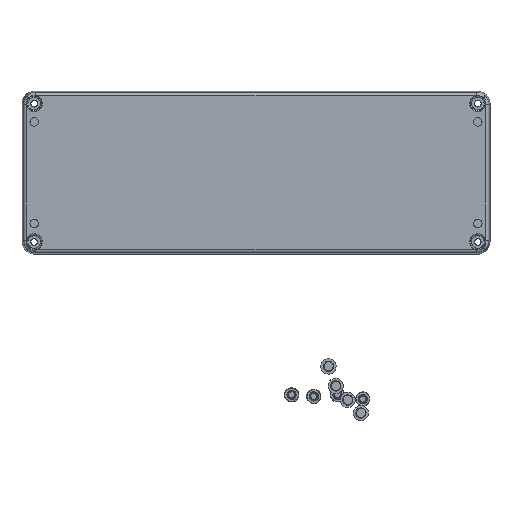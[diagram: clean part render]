
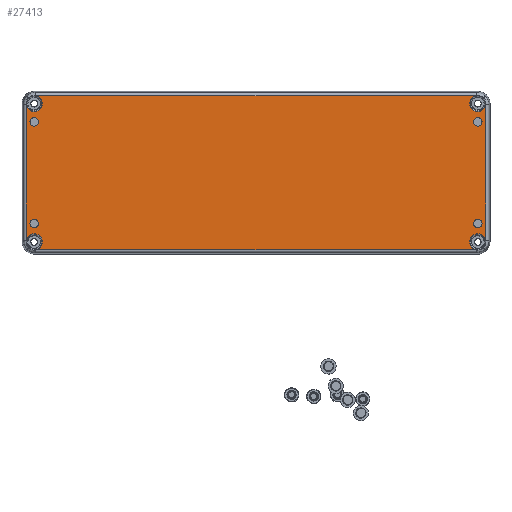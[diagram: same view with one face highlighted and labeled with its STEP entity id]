
A CAD part, front view. The second image highlights one B-rep face of the part: STEP entity #27413.
In plain terms, the highlighted planar face has unit normal (0, -1, 0).
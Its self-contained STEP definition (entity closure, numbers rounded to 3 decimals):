
#21255 = VERTEX_POINT('',#21256);
#21256 = CARTESIAN_POINT('',(-112.914,-71.5,-33.173));
#21263 = EDGE_CURVE('',#21264,#21255,#21266,.T.);
#21264 = VERTEX_POINT('',#21265);
#21265 = CARTESIAN_POINT('',(-109.,-71.5,-30.));
#21266 = CIRCLE('',#21267,4.);
#21267 = AXIS2_PLACEMENT_3D('',#21268,#21269,#21270);
#21268 = CARTESIAN_POINT('',(-109.,-71.5,-34.));
#21269 = DIRECTION('',(0.,-1.,0.));
#21270 = DIRECTION('',(0.,0.,-1.));
#21298 = VERTEX_POINT('',#21299);
#21299 = CARTESIAN_POINT('',(-109.,-71.5,30.));
#21305 = EDGE_CURVE('',#21306,#21298,#21308,.T.);
#21306 = VERTEX_POINT('',#21307);
#21307 = CARTESIAN_POINT('',(-112.914,-71.5,33.173));
#21308 = CIRCLE('',#21309,4.);
#21309 = AXIS2_PLACEMENT_3D('',#21310,#21311,#21312);
#21310 = CARTESIAN_POINT('',(-109.,-71.5,34.));
#21311 = DIRECTION('',(0.,-1.,0.));
#21312 = DIRECTION('',(0.,0.,-1.));
#21399 = VERTEX_POINT('',#21400);
#21400 = CARTESIAN_POINT('',(108.173,-71.5,-37.914));
#21407 = EDGE_CURVE('',#21408,#21399,#21410,.T.);
#21408 = VERTEX_POINT('',#21409);
#21409 = CARTESIAN_POINT('',(109.,-71.5,-30.));
#21410 = CIRCLE('',#21411,4.);
#21411 = AXIS2_PLACEMENT_3D('',#21412,#21413,#21414);
#21412 = CARTESIAN_POINT('',(109.,-71.5,-34.));
#21413 = DIRECTION('',(0.,-1.,0.));
#21414 = DIRECTION('',(0.,0.,-1.));
#21442 = VERTEX_POINT('',#21443);
#21443 = CARTESIAN_POINT('',(109.,-71.5,30.));
#21449 = EDGE_CURVE('',#21450,#21442,#21452,.T.);
#21450 = VERTEX_POINT('',#21451);
#21451 = CARTESIAN_POINT('',(108.173,-71.5,37.914));
#21452 = CIRCLE('',#21453,4.);
#21453 = AXIS2_PLACEMENT_3D('',#21454,#21455,#21456);
#21454 = CARTESIAN_POINT('',(109.,-71.5,34.));
#21455 = DIRECTION('',(0.,-1.,0.));
#21456 = DIRECTION('',(0.,0.,-1.));
#22128 = VERTEX_POINT('',#22129);
#22129 = CARTESIAN_POINT('',(-109.,-71.5,27.1));
#22147 = VERTEX_POINT('',#22148);
#22148 = CARTESIAN_POINT('',(-109.,-71.5,22.9));
#22154 = EDGE_CURVE('',#22147,#22128,#22155,.T.);
#22155 = CIRCLE('',#22156,2.1);
#22156 = AXIS2_PLACEMENT_3D('',#22157,#22158,#22159);
#22157 = CARTESIAN_POINT('',(-109.,-71.5,25.));
#22158 = DIRECTION('',(0.,1.,0.));
#22159 = DIRECTION('',(0.,-0.,1.));
#22170 = VERTEX_POINT('',#22171);
#22171 = CARTESIAN_POINT('',(109.,-71.5,27.1));
#22189 = VERTEX_POINT('',#22190);
#22190 = CARTESIAN_POINT('',(109.,-71.5,22.9));
#22196 = EDGE_CURVE('',#22189,#22170,#22197,.T.);
#22197 = CIRCLE('',#22198,2.1);
#22198 = AXIS2_PLACEMENT_3D('',#22199,#22200,#22201);
#22199 = CARTESIAN_POINT('',(109.,-71.5,25.));
#22200 = DIRECTION('',(0.,1.,0.));
#22201 = DIRECTION('',(0.,-0.,1.));
#22212 = VERTEX_POINT('',#22213);
#22213 = CARTESIAN_POINT('',(109.,-71.5,-22.9));
#22231 = VERTEX_POINT('',#22232);
#22232 = CARTESIAN_POINT('',(109.,-71.5,-27.1));
#22238 = EDGE_CURVE('',#22231,#22212,#22239,.T.);
#22239 = CIRCLE('',#22240,2.1);
#22240 = AXIS2_PLACEMENT_3D('',#22241,#22242,#22243);
#22241 = CARTESIAN_POINT('',(109.,-71.5,-25.));
#22242 = DIRECTION('',(0.,1.,0.));
#22243 = DIRECTION('',(0.,-0.,1.));
#22254 = VERTEX_POINT('',#22255);
#22255 = CARTESIAN_POINT('',(-109.,-71.5,-22.9));
#22273 = VERTEX_POINT('',#22274);
#22274 = CARTESIAN_POINT('',(-109.,-71.5,-27.1));
#22280 = EDGE_CURVE('',#22273,#22254,#22281,.T.);
#22281 = CIRCLE('',#22282,2.1);
#22282 = AXIS2_PLACEMENT_3D('',#22283,#22284,#22285);
#22283 = CARTESIAN_POINT('',(-109.,-71.5,-25.));
#22284 = DIRECTION('',(0.,1.,0.));
#22285 = DIRECTION('',(0.,-0.,1.));
#27413 = ADVANCED_FACE('',(#27414,#27480,#27490,#27500,#27510),#27520,
  .T.);
#27414 = FACE_BOUND('',#27415,.T.);
#27415 = EDGE_LOOP('',(#27416,#27425,#27431,#27432,#27441,#27449,#27456,
    #27457,#27465,#27472,#27473,#27479));
#27416 = ORIENTED_EDGE('',*,*,#27417,.F.);
#27417 = EDGE_CURVE('',#27418,#21264,#27420,.T.);
#27418 = VERTEX_POINT('',#27419);
#27419 = CARTESIAN_POINT('',(-108.173,-71.5,-37.914));
#27420 = CIRCLE('',#27421,4.);
#27421 = AXIS2_PLACEMENT_3D('',#27422,#27423,#27424);
#27422 = CARTESIAN_POINT('',(-109.,-71.5,-34.));
#27423 = DIRECTION('',(0.,-1.,0.));
#27424 = DIRECTION('',(0.,0.,-1.));
#27425 = ORIENTED_EDGE('',*,*,#27426,.T.);
#27426 = EDGE_CURVE('',#27418,#21399,#27427,.T.);
#27427 = LINE('',#27428,#27429);
#27428 = CARTESIAN_POINT('',(115.,-71.5,-37.914));
#27429 = VECTOR('',#27430,1.);
#27430 = DIRECTION('',(1.,-0.,-0.));
#27431 = ORIENTED_EDGE('',*,*,#21407,.F.);
#27432 = ORIENTED_EDGE('',*,*,#27433,.F.);
#27433 = EDGE_CURVE('',#27434,#21408,#27436,.T.);
#27434 = VERTEX_POINT('',#27435);
#27435 = CARTESIAN_POINT('',(112.914,-71.5,-33.173));
#27436 = CIRCLE('',#27437,4.);
#27437 = AXIS2_PLACEMENT_3D('',#27438,#27439,#27440);
#27438 = CARTESIAN_POINT('',(109.,-71.5,-34.));
#27439 = DIRECTION('',(0.,-1.,0.));
#27440 = DIRECTION('',(0.,0.,-1.));
#27441 = ORIENTED_EDGE('',*,*,#27442,.T.);
#27442 = EDGE_CURVE('',#27434,#27443,#27445,.T.);
#27443 = VERTEX_POINT('',#27444);
#27444 = CARTESIAN_POINT('',(112.914,-71.5,33.173));
#27445 = LINE('',#27446,#27447);
#27446 = CARTESIAN_POINT('',(112.914,-71.5,-40.));
#27447 = VECTOR('',#27448,1.);
#27448 = DIRECTION('',(-0.,-0.,1.));
#27449 = ORIENTED_EDGE('',*,*,#27450,.F.);
#27450 = EDGE_CURVE('',#21442,#27443,#27451,.T.);
#27451 = CIRCLE('',#27452,4.);
#27452 = AXIS2_PLACEMENT_3D('',#27453,#27454,#27455);
#27453 = CARTESIAN_POINT('',(109.,-71.5,34.));
#27454 = DIRECTION('',(0.,-1.,0.));
#27455 = DIRECTION('',(0.,0.,-1.));
#27456 = ORIENTED_EDGE('',*,*,#21449,.F.);
#27457 = ORIENTED_EDGE('',*,*,#27458,.T.);
#27458 = EDGE_CURVE('',#21450,#27459,#27461,.T.);
#27459 = VERTEX_POINT('',#27460);
#27460 = CARTESIAN_POINT('',(-108.173,-71.5,37.914));
#27461 = LINE('',#27462,#27463);
#27462 = CARTESIAN_POINT('',(115.,-71.5,37.914));
#27463 = VECTOR('',#27464,1.);
#27464 = DIRECTION('',(-1.,-0.,-0.));
#27465 = ORIENTED_EDGE('',*,*,#27466,.F.);
#27466 = EDGE_CURVE('',#21298,#27459,#27467,.T.);
#27467 = CIRCLE('',#27468,4.);
#27468 = AXIS2_PLACEMENT_3D('',#27469,#27470,#27471);
#27469 = CARTESIAN_POINT('',(-109.,-71.5,34.));
#27470 = DIRECTION('',(0.,-1.,0.));
#27471 = DIRECTION('',(0.,0.,-1.));
#27472 = ORIENTED_EDGE('',*,*,#21305,.F.);
#27473 = ORIENTED_EDGE('',*,*,#27474,.T.);
#27474 = EDGE_CURVE('',#21306,#21255,#27475,.T.);
#27475 = LINE('',#27476,#27477);
#27476 = CARTESIAN_POINT('',(-112.914,-71.5,-40.));
#27477 = VECTOR('',#27478,1.);
#27478 = DIRECTION('',(-0.,-0.,-1.));
#27479 = ORIENTED_EDGE('',*,*,#21263,.F.);
#27480 = FACE_BOUND('',#27481,.T.);
#27481 = EDGE_LOOP('',(#27482,#27489));
#27482 = ORIENTED_EDGE('',*,*,#27483,.T.);
#27483 = EDGE_CURVE('',#22128,#22147,#27484,.T.);
#27484 = CIRCLE('',#27485,2.1);
#27485 = AXIS2_PLACEMENT_3D('',#27486,#27487,#27488);
#27486 = CARTESIAN_POINT('',(-109.,-71.5,25.));
#27487 = DIRECTION('',(0.,1.,0.));
#27488 = DIRECTION('',(0.,-0.,1.));
#27489 = ORIENTED_EDGE('',*,*,#22154,.T.);
#27490 = FACE_BOUND('',#27491,.T.);
#27491 = EDGE_LOOP('',(#27492,#27499));
#27492 = ORIENTED_EDGE('',*,*,#27493,.T.);
#27493 = EDGE_CURVE('',#22170,#22189,#27494,.T.);
#27494 = CIRCLE('',#27495,2.1);
#27495 = AXIS2_PLACEMENT_3D('',#27496,#27497,#27498);
#27496 = CARTESIAN_POINT('',(109.,-71.5,25.));
#27497 = DIRECTION('',(0.,1.,0.));
#27498 = DIRECTION('',(0.,-0.,1.));
#27499 = ORIENTED_EDGE('',*,*,#22196,.T.);
#27500 = FACE_BOUND('',#27501,.T.);
#27501 = EDGE_LOOP('',(#27502,#27509));
#27502 = ORIENTED_EDGE('',*,*,#27503,.T.);
#27503 = EDGE_CURVE('',#22212,#22231,#27504,.T.);
#27504 = CIRCLE('',#27505,2.1);
#27505 = AXIS2_PLACEMENT_3D('',#27506,#27507,#27508);
#27506 = CARTESIAN_POINT('',(109.,-71.5,-25.));
#27507 = DIRECTION('',(0.,1.,0.));
#27508 = DIRECTION('',(0.,-0.,1.));
#27509 = ORIENTED_EDGE('',*,*,#22238,.T.);
#27510 = FACE_BOUND('',#27511,.T.);
#27511 = EDGE_LOOP('',(#27512,#27519));
#27512 = ORIENTED_EDGE('',*,*,#27513,.T.);
#27513 = EDGE_CURVE('',#22254,#22273,#27514,.T.);
#27514 = CIRCLE('',#27515,2.1);
#27515 = AXIS2_PLACEMENT_3D('',#27516,#27517,#27518);
#27516 = CARTESIAN_POINT('',(-109.,-71.5,-25.));
#27517 = DIRECTION('',(0.,1.,0.));
#27518 = DIRECTION('',(0.,-0.,1.));
#27519 = ORIENTED_EDGE('',*,*,#22280,.T.);
#27520 = PLANE('',#27521);
#27521 = AXIS2_PLACEMENT_3D('',#27522,#27523,#27524);
#27522 = CARTESIAN_POINT('',(115.,-71.5,-40.));
#27523 = DIRECTION('',(0.,-1.,0.));
#27524 = DIRECTION('',(0.,-0.,-1.));
